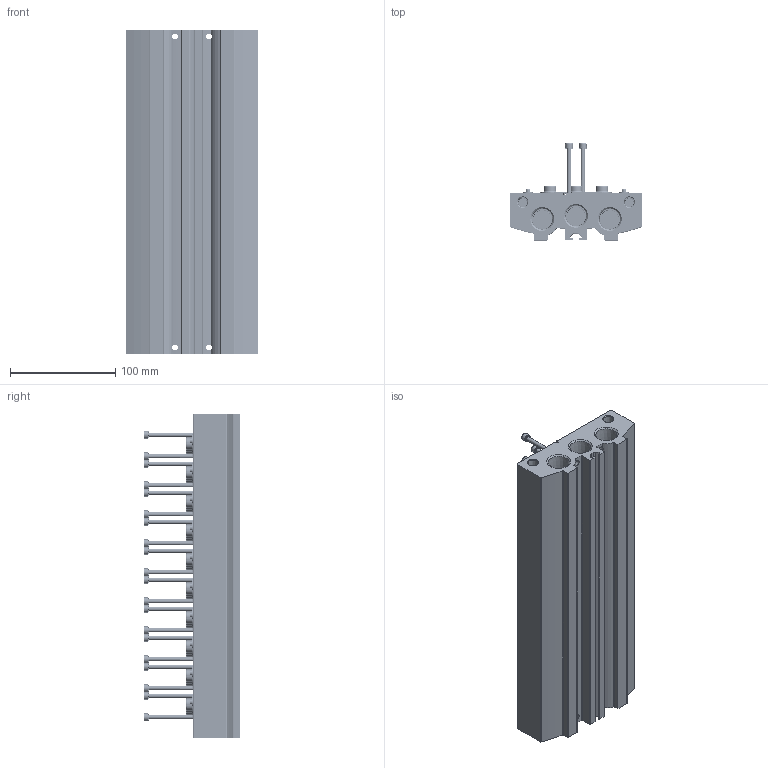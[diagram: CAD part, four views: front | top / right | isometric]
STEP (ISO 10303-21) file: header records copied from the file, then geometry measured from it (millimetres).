
FILE_DESCRIPTION(/* description */ ('STEP AP214'),/* implementation_level */ '2;1');
FILE_NAME(/* name */ '8026260_VABM-B10-25E-N12-10',/* time_stamp */ '2024-09-15T21:46:26+02:00',/* author */ ('License CC BY-ND 4.0'),/* organization */ ('CADENAS'),/* preprocessor_version */ 'ST-DEVELOPER v19.3',/* originating_system */ 'PARTsolutions',/* authorisation */ ' ');
FILE_SCHEMA (('AUTOMOTIVE_DESIGN {1 0 10303 214 3 1 1}'));
Length unit declared in the file: millimetre
Products named in the file (7): 8026260 VABM-B10-25E-N12-10; 8026260 VABM-B10-25E-N12-10---(M); 1657071 VUVS-G14-3---(S); 2833735 F-M4x50-10.9; 1743809 VUVS-M5---(S); 31785 B-1/2-NPT---(Plug); 173985 B-1/8-NPT---(Plug)
Assembly tree (56 placements, depth 2):
  8026260 VABM-B10-25E-N12-10
    8026260 VABM-B10-25E-N12-10---(M)
    1657071 VUVS-G14-3---(S)  x10
    2833735 F-M4x50-10.9  x20
    1743809 VUVS-M5---(S)  x20
    31785 B-1/2-NPT---(Plug)  x3
    173985 B-1/8-NPT---(Plug)  x2
Bounding box: 126 x 91.8 x 307 mm (x, y, z)
Volume: 1243425.1 mm3; surface area: 273233 mm2
Topology: 56 solids, 56 shells, 2128 faces, 4930 edges, 3113 vertices
Faces by surface type: plane 950, cylinder 617, cone 441, torus 120
Full cylindrical faces by diameter (mm): 2.9 x20, 3.242 x21, 3.5 x1, 3.9 x20, 4 x20, 4.134 x2, 4.2 x20, 4.366 x2, 4.6 x20, 5.5 x4, 6.1 x20, 7 x50, 8.2 x2, 8.6 x30, 9 x20, 9.525 x3, 11.6 x30, 14.6 x30, 17.6 x3
Entity records: 15495 total; most frequent: CARTESIAN_POINT 3239, DIRECTION 2542, ORIENTED_EDGE 2072, EDGE_CURVE 1036, AXIS2_PLACEMENT_3D 1015, FACE_BOUND 913, EDGE_LOOP 887, VERTEX_POINT 797
